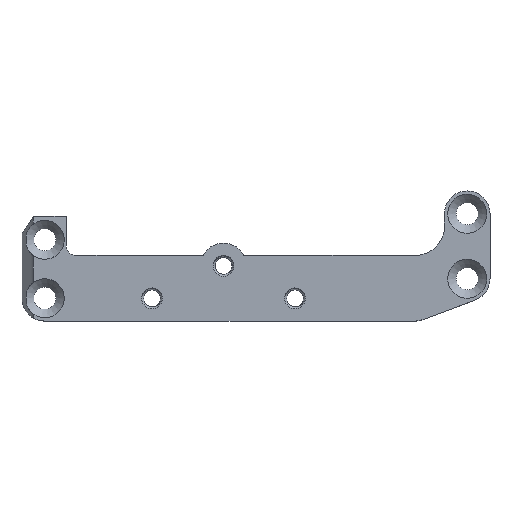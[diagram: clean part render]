
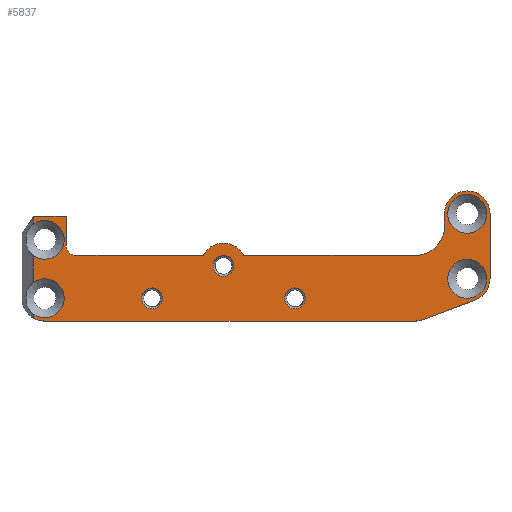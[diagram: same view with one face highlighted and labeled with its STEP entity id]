
A CAD part, top view. The second image highlights one B-rep face of the part: STEP entity #5837.
In plain terms, the highlighted planar face has unit normal (0, 0, 1).
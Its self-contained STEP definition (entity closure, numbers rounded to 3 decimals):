
#561 = VERTEX_POINT('',#562);
#562 = CARTESIAN_POINT('',(-29.268,-47.483,30.));
#569 = EDGE_CURVE('',#561,#570,#572,.T.);
#570 = VERTEX_POINT('',#571);
#571 = CARTESIAN_POINT('',(-29.212,-47.4,30.));
#572 = LINE('',#573,#574);
#573 = CARTESIAN_POINT('',(-31.,-50.062,30.));
#574 = VECTOR('',#575,1.);
#575 = DIRECTION('',(0.558,0.83,0.));
#722 = VERTEX_POINT('',#723);
#723 = CARTESIAN_POINT('',(-29.268,-63.021,30.));
#732 = EDGE_CURVE('',#722,#733,#735,.T.);
#733 = VERTEX_POINT('',#734);
#734 = CARTESIAN_POINT('',(-27.5,-63.5,30.));
#735 = CIRCLE('',#736,3.5);
#736 = AXIS2_PLACEMENT_3D('',#737,#738,#739);
#737 = CARTESIAN_POINT('',(-27.5,-60.,30.));
#738 = DIRECTION('',(0.,0.,1.));
#739 = DIRECTION('',(1.,0.,0.));
#756 = EDGE_CURVE('',#570,#757,#759,.T.);
#757 = VERTEX_POINT('',#758);
#758 = CARTESIAN_POINT('',(-24.2,-47.4,30.));
#759 = LINE('',#760,#761);
#760 = CARTESIAN_POINT('',(-29.212,-47.4,30.));
#761 = VECTOR('',#762,1.);
#762 = DIRECTION('',(1.,0.,0.));
#780 = EDGE_CURVE('',#757,#781,#783,.T.);
#781 = VERTEX_POINT('',#782);
#782 = CARTESIAN_POINT('',(-24.2,-51.9,30.));
#783 = LINE('',#784,#785);
#784 = CARTESIAN_POINT('',(-24.2,-47.4,30.));
#785 = VECTOR('',#786,1.);
#786 = DIRECTION('',(0.,-1.,0.));
#805 = EDGE_CURVE('',#781,#806,#808,.T.);
#806 = VERTEX_POINT('',#807);
#807 = CARTESIAN_POINT('',(-22.7,-53.4,30.));
#808 = CIRCLE('',#809,1.5);
#809 = AXIS2_PLACEMENT_3D('',#810,#811,#812);
#810 = CARTESIAN_POINT('',(-22.7,-51.9,30.));
#811 = DIRECTION('',(0.,0.,1.));
#812 = DIRECTION('',(1.,0.,0.));
#904 = EDGE_CURVE('',#806,#905,#907,.T.);
#905 = VERTEX_POINT('',#906);
#906 = CARTESIAN_POINT('',(-3.113,-53.4,30.));
#907 = LINE('',#908,#909);
#908 = CARTESIAN_POINT('',(-22.7,-53.4,30.));
#909 = VECTOR('',#910,1.);
#910 = DIRECTION('',(1.,0.,0.));
#929 = VERTEX_POINT('',#930);
#930 = CARTESIAN_POINT('',(3.113,-53.4,30.));
#936 = EDGE_CURVE('',#929,#905,#937,.T.);
#937 = CIRCLE('',#938,3.5);
#938 = AXIS2_PLACEMENT_3D('',#939,#940,#941);
#939 = CARTESIAN_POINT('',(0.,-55.,30.));
#940 = DIRECTION('',(0.,0.,1.));
#941 = DIRECTION('',(1.,0.,0.));
#954 = VERTEX_POINT('',#955);
#955 = CARTESIAN_POINT('',(29.5,-53.4,30.));
#961 = EDGE_CURVE('',#954,#929,#962,.T.);
#962 = LINE('',#963,#964);
#963 = CARTESIAN_POINT('',(29.5,-53.4,30.));
#964 = VECTOR('',#965,1.);
#965 = DIRECTION('',(-1.,0.,0.));
#978 = EDGE_CURVE('',#954,#979,#981,.T.);
#979 = VERTEX_POINT('',#980);
#980 = CARTESIAN_POINT('',(34.,-48.9,30.));
#981 = CIRCLE('',#982,4.5);
#982 = AXIS2_PLACEMENT_3D('',#983,#984,#985);
#983 = CARTESIAN_POINT('',(29.5,-48.9,30.));
#984 = DIRECTION('',(0.,0.,1.));
#985 = DIRECTION('',(1.,0.,0.));
#1003 = EDGE_CURVE('',#979,#1004,#1006,.T.);
#1004 = VERTEX_POINT('',#1005);
#1005 = CARTESIAN_POINT('',(34.,-46.98,30.));
#1006 = LINE('',#1007,#1008);
#1007 = CARTESIAN_POINT('',(34.,-48.9,30.));
#1008 = VECTOR('',#1009,1.);
#1009 = DIRECTION('',(0.,1.,0.));
#1027 = VERTEX_POINT('',#1028);
#1028 = CARTESIAN_POINT('',(41.,-46.98,30.));
#1034 = EDGE_CURVE('',#1027,#1004,#1035,.T.);
#1035 = CIRCLE('',#1036,3.5);
#1036 = AXIS2_PLACEMENT_3D('',#1037,#1038,#1039);
#1037 = CARTESIAN_POINT('',(37.5,-46.98,30.));
#1038 = DIRECTION('',(0.,0.,1.));
#1039 = DIRECTION('',(1.,0.,0.));
#1052 = EDGE_CURVE('',#1027,#1053,#1055,.T.);
#1053 = VERTEX_POINT('',#1054);
#1054 = CARTESIAN_POINT('',(41.,-56.98,30.));
#1055 = LINE('',#1056,#1057);
#1056 = CARTESIAN_POINT('',(41.,-46.98,30.));
#1057 = VECTOR('',#1058,1.);
#1058 = DIRECTION('',(0.,-1.,0.));
#1076 = VERTEX_POINT('',#1077);
#1077 = CARTESIAN_POINT('',(38.736,-60.254,30.));
#1083 = EDGE_CURVE('',#1076,#1053,#1084,.T.);
#1084 = CIRCLE('',#1085,3.5);
#1085 = AXIS2_PLACEMENT_3D('',#1086,#1087,#1088);
#1086 = CARTESIAN_POINT('',(37.5,-56.98,30.));
#1087 = DIRECTION('',(0.,0.,1.));
#1088 = DIRECTION('',(1.,0.,0.));
#1101 = VERTEX_POINT('',#1102);
#1102 = CARTESIAN_POINT('',(30.736,-63.274,30.));
#1108 = EDGE_CURVE('',#1101,#1076,#1109,.T.);
#1109 = LINE('',#1110,#1111);
#1110 = CARTESIAN_POINT('',(30.736,-63.274,30.));
#1111 = VECTOR('',#1112,1.);
#1112 = DIRECTION('',(0.936,0.353,0.));
#1125 = VERTEX_POINT('',#1126);
#1126 = CARTESIAN_POINT('',(29.5,-63.5,30.));
#1132 = EDGE_CURVE('',#1125,#1101,#1133,.T.);
#1133 = CIRCLE('',#1134,3.5);
#1134 = AXIS2_PLACEMENT_3D('',#1135,#1136,#1137);
#1135 = CARTESIAN_POINT('',(29.5,-60.,30.));
#1136 = DIRECTION('',(0.,0.,1.));
#1137 = DIRECTION('',(1.,0.,0.));
#1150 = EDGE_CURVE('',#1125,#733,#1151,.T.);
#1151 = LINE('',#1152,#1153);
#1152 = CARTESIAN_POINT('',(29.5,-63.5,30.));
#1153 = VECTOR('',#1154,1.);
#1154 = DIRECTION('',(-1.,0.,0.));
#5837 = ADVANCED_FACE('',(#5838,#5914,#5925,#5936,#5947,#5958),#5969,.T.
  );
#5838 = FACE_BOUND('',#5839,.T.);
#5839 = EDGE_LOOP('',(#5840,#5841,#5849,#5858,#5867,#5875,#5884,#5893,
    #5899,#5900,#5901,#5902,#5903,#5904,#5905,#5906,#5907,#5908,#5909,
    #5910,#5911,#5912,#5913));
#5840 = ORIENTED_EDGE('',*,*,#569,.F.);
#5841 = ORIENTED_EDGE('',*,*,#5842,.T.);
#5842 = EDGE_CURVE('',#561,#5843,#5845,.T.);
#5843 = VERTEX_POINT('',#5844);
#5844 = CARTESIAN_POINT('',(-29.268,-48.576,30.));
#5845 = LINE('',#5846,#5847);
#5846 = CARTESIAN_POINT('',(-29.268,-102.112,30.));
#5847 = VECTOR('',#5848,1.);
#5848 = DIRECTION('',(0.,-1.,0.));
#5849 = ORIENTED_EDGE('',*,*,#5850,.T.);
#5850 = EDGE_CURVE('',#5843,#5851,#5853,.T.);
#5851 = VERTEX_POINT('',#5852);
#5852 = CARTESIAN_POINT('',(-24.5,-51.,30.));
#5853 = CIRCLE('',#5854,3.);
#5854 = AXIS2_PLACEMENT_3D('',#5855,#5856,#5857);
#5855 = CARTESIAN_POINT('',(-27.5,-51.,30.));
#5856 = DIRECTION('',(0.,0.,-1.));
#5857 = DIRECTION('',(1.,0.,0.));
#5858 = ORIENTED_EDGE('',*,*,#5859,.T.);
#5859 = EDGE_CURVE('',#5851,#5860,#5862,.T.);
#5860 = VERTEX_POINT('',#5861);
#5861 = CARTESIAN_POINT('',(-29.268,-53.424,30.));
#5862 = CIRCLE('',#5863,3.);
#5863 = AXIS2_PLACEMENT_3D('',#5864,#5865,#5866);
#5864 = CARTESIAN_POINT('',(-27.5,-51.,30.));
#5865 = DIRECTION('',(0.,0.,-1.));
#5866 = DIRECTION('',(1.,0.,0.));
#5867 = ORIENTED_EDGE('',*,*,#5868,.T.);
#5868 = EDGE_CURVE('',#5860,#5869,#5871,.T.);
#5869 = VERTEX_POINT('',#5870);
#5870 = CARTESIAN_POINT('',(-29.268,-57.576,30.));
#5871 = LINE('',#5872,#5873);
#5872 = CARTESIAN_POINT('',(-29.268,-102.112,30.));
#5873 = VECTOR('',#5874,1.);
#5874 = DIRECTION('',(0.,-1.,0.));
#5875 = ORIENTED_EDGE('',*,*,#5876,.T.);
#5876 = EDGE_CURVE('',#5869,#5877,#5879,.T.);
#5877 = VERTEX_POINT('',#5878);
#5878 = CARTESIAN_POINT('',(-24.5,-60.,30.));
#5879 = CIRCLE('',#5880,3.);
#5880 = AXIS2_PLACEMENT_3D('',#5881,#5882,#5883);
#5881 = CARTESIAN_POINT('',(-27.5,-60.,30.));
#5882 = DIRECTION('',(0.,0.,-1.));
#5883 = DIRECTION('',(1.,0.,0.));
#5884 = ORIENTED_EDGE('',*,*,#5885,.T.);
#5885 = EDGE_CURVE('',#5877,#5886,#5888,.T.);
#5886 = VERTEX_POINT('',#5887);
#5887 = CARTESIAN_POINT('',(-29.268,-62.424,30.));
#5888 = CIRCLE('',#5889,3.);
#5889 = AXIS2_PLACEMENT_3D('',#5890,#5891,#5892);
#5890 = CARTESIAN_POINT('',(-27.5,-60.,30.));
#5891 = DIRECTION('',(0.,0.,-1.));
#5892 = DIRECTION('',(1.,0.,0.));
#5893 = ORIENTED_EDGE('',*,*,#5894,.T.);
#5894 = EDGE_CURVE('',#5886,#722,#5895,.T.);
#5895 = LINE('',#5896,#5897);
#5896 = CARTESIAN_POINT('',(-29.268,-102.112,30.));
#5897 = VECTOR('',#5898,1.);
#5898 = DIRECTION('',(0.,-1.,0.));
#5899 = ORIENTED_EDGE('',*,*,#732,.T.);
#5900 = ORIENTED_EDGE('',*,*,#1150,.F.);
#5901 = ORIENTED_EDGE('',*,*,#1132,.T.);
#5902 = ORIENTED_EDGE('',*,*,#1108,.T.);
#5903 = ORIENTED_EDGE('',*,*,#1083,.T.);
#5904 = ORIENTED_EDGE('',*,*,#1052,.F.);
#5905 = ORIENTED_EDGE('',*,*,#1034,.T.);
#5906 = ORIENTED_EDGE('',*,*,#1003,.F.);
#5907 = ORIENTED_EDGE('',*,*,#978,.F.);
#5908 = ORIENTED_EDGE('',*,*,#961,.T.);
#5909 = ORIENTED_EDGE('',*,*,#936,.T.);
#5910 = ORIENTED_EDGE('',*,*,#904,.F.);
#5911 = ORIENTED_EDGE('',*,*,#805,.F.);
#5912 = ORIENTED_EDGE('',*,*,#780,.F.);
#5913 = ORIENTED_EDGE('',*,*,#756,.F.);
#5914 = FACE_BOUND('',#5915,.T.);
#5915 = EDGE_LOOP('',(#5916));
#5916 = ORIENTED_EDGE('',*,*,#5917,.F.);
#5917 = EDGE_CURVE('',#5918,#5918,#5920,.T.);
#5918 = VERTEX_POINT('',#5919);
#5919 = CARTESIAN_POINT('',(-9.4,-60.,30.));
#5920 = CIRCLE('',#5921,1.6);
#5921 = AXIS2_PLACEMENT_3D('',#5922,#5923,#5924);
#5922 = CARTESIAN_POINT('',(-11.,-60.,30.));
#5923 = DIRECTION('',(0.,0.,1.));
#5924 = DIRECTION('',(1.,0.,0.));
#5925 = FACE_BOUND('',#5926,.T.);
#5926 = EDGE_LOOP('',(#5927));
#5927 = ORIENTED_EDGE('',*,*,#5928,.F.);
#5928 = EDGE_CURVE('',#5929,#5929,#5931,.T.);
#5929 = VERTEX_POINT('',#5930);
#5930 = CARTESIAN_POINT('',(12.6,-60.,30.));
#5931 = CIRCLE('',#5932,1.6);
#5932 = AXIS2_PLACEMENT_3D('',#5933,#5934,#5935);
#5933 = CARTESIAN_POINT('',(11.,-60.,30.));
#5934 = DIRECTION('',(0.,0.,1.));
#5935 = DIRECTION('',(1.,0.,0.));
#5936 = FACE_BOUND('',#5937,.T.);
#5937 = EDGE_LOOP('',(#5938));
#5938 = ORIENTED_EDGE('',*,*,#5939,.F.);
#5939 = EDGE_CURVE('',#5940,#5940,#5942,.T.);
#5940 = VERTEX_POINT('',#5941);
#5941 = CARTESIAN_POINT('',(1.6,-55.,30.));
#5942 = CIRCLE('',#5943,1.6);
#5943 = AXIS2_PLACEMENT_3D('',#5944,#5945,#5946);
#5944 = CARTESIAN_POINT('',(0.,-55.,30.));
#5945 = DIRECTION('',(0.,0.,1.));
#5946 = DIRECTION('',(1.,0.,0.));
#5947 = FACE_BOUND('',#5948,.T.);
#5948 = EDGE_LOOP('',(#5949));
#5949 = ORIENTED_EDGE('',*,*,#5950,.T.);
#5950 = EDGE_CURVE('',#5951,#5951,#5953,.T.);
#5951 = VERTEX_POINT('',#5952);
#5952 = CARTESIAN_POINT('',(40.5,-57.,30.));
#5953 = CIRCLE('',#5954,3.);
#5954 = AXIS2_PLACEMENT_3D('',#5955,#5956,#5957);
#5955 = CARTESIAN_POINT('',(37.5,-57.,30.));
#5956 = DIRECTION('',(0.,0.,-1.));
#5957 = DIRECTION('',(1.,0.,0.));
#5958 = FACE_BOUND('',#5959,.T.);
#5959 = EDGE_LOOP('',(#5960));
#5960 = ORIENTED_EDGE('',*,*,#5961,.T.);
#5961 = EDGE_CURVE('',#5962,#5962,#5964,.T.);
#5962 = VERTEX_POINT('',#5963);
#5963 = CARTESIAN_POINT('',(40.5,-47.,30.));
#5964 = CIRCLE('',#5965,3.);
#5965 = AXIS2_PLACEMENT_3D('',#5966,#5967,#5968);
#5966 = CARTESIAN_POINT('',(37.5,-47.,30.));
#5967 = DIRECTION('',(0.,0.,-1.));
#5968 = DIRECTION('',(1.,0.,0.));
#5969 = PLANE('',#5970);
#5970 = AXIS2_PLACEMENT_3D('',#5971,#5972,#5973);
#5971 = CARTESIAN_POINT('',(5.26,-56.383,30.));
#5972 = DIRECTION('',(0.,0.,1.));
#5973 = DIRECTION('',(1.,0.,0.));
